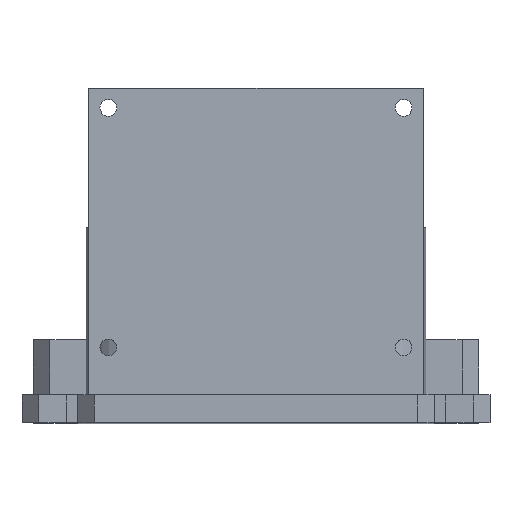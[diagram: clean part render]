
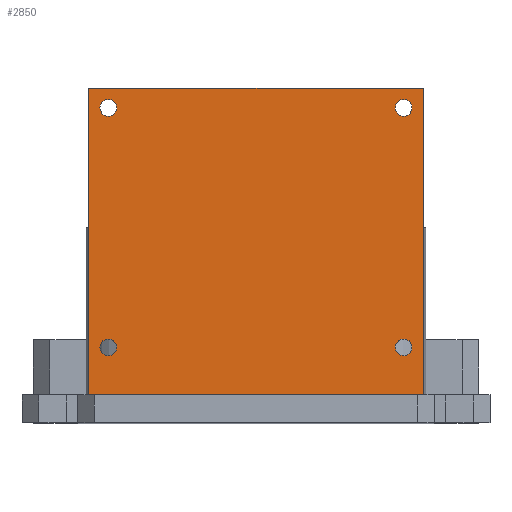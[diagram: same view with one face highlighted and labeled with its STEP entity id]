
A CAD part, top view. The second image highlights one B-rep face of the part: STEP entity #2850.
In plain terms, the highlighted planar face has unit normal (0, 0, 1).
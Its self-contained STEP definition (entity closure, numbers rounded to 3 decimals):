
#373=LINE('',#4809,#651);
#381=LINE('',#4841,#659);
#384=LINE('',#4847,#662);
#387=LINE('',#4852,#665);
#651=VECTOR('',#4004,10.);
#659=VECTOR('',#4038,10.);
#662=VECTOR('',#4043,10.);
#665=VECTOR('',#4048,10.);
#774=FACE_BOUND('',#1153,.T.);
#775=FACE_BOUND('',#1154,.T.);
#776=FACE_BOUND('',#1155,.T.);
#777=FACE_BOUND('',#1156,.T.);
#932=FACE_OUTER_BOUND('',#1152,.T.);
#1152=EDGE_LOOP('',(#2575,#2576,#2577,#2578));
#1153=EDGE_LOOP('',(#2579));
#1154=EDGE_LOOP('',(#2580));
#1155=EDGE_LOOP('',(#2581));
#1156=EDGE_LOOP('',(#2582));
#1234=CIRCLE('',#3237,1.5);
#1236=CIRCLE('',#3240,1.5);
#1238=CIRCLE('',#3243,1.5);
#1240=CIRCLE('',#3246,1.5);
#1469=VERTEX_POINT('',#4807);
#1470=VERTEX_POINT('',#4808);
#1474=VERTEX_POINT('',#4818);
#1476=VERTEX_POINT('',#4824);
#1478=VERTEX_POINT('',#4830);
#1480=VERTEX_POINT('',#4836);
#1481=VERTEX_POINT('',#4840);
#1483=VERTEX_POINT('',#4846);
#1827=EDGE_CURVE('',#1469,#1470,#373,.T.);
#1833=EDGE_CURVE('',#1474,#1474,#1234,.T.);
#1836=EDGE_CURVE('',#1476,#1476,#1236,.T.);
#1839=EDGE_CURVE('',#1478,#1478,#1238,.T.);
#1842=EDGE_CURVE('',#1480,#1480,#1240,.T.);
#1843=EDGE_CURVE('',#1481,#1470,#381,.T.);
#1846=EDGE_CURVE('',#1483,#1469,#384,.T.);
#1849=EDGE_CURVE('',#1481,#1483,#387,.T.);
#2575=ORIENTED_EDGE('',*,*,#1849,.F.);
#2576=ORIENTED_EDGE('',*,*,#1843,.T.);
#2577=ORIENTED_EDGE('',*,*,#1827,.F.);
#2578=ORIENTED_EDGE('',*,*,#1846,.F.);
#2579=ORIENTED_EDGE('',*,*,#1842,.F.);
#2580=ORIENTED_EDGE('',*,*,#1839,.F.);
#2581=ORIENTED_EDGE('',*,*,#1836,.F.);
#2582=ORIENTED_EDGE('',*,*,#1833,.F.);
#2695=PLANE('',#3251);
#2850=ADVANCED_FACE('',(#932,#774,#775,#776,#777),#2695,.F.);
#3237=AXIS2_PLACEMENT_3D('',#4820,#4013,#4014);
#3240=AXIS2_PLACEMENT_3D('',#4826,#4020,#4021);
#3243=AXIS2_PLACEMENT_3D('',#4832,#4027,#4028);
#3246=AXIS2_PLACEMENT_3D('',#4838,#4034,#4035);
#3251=AXIS2_PLACEMENT_3D('',#4855,#4052,#4053);
#4004=DIRECTION('',(-1.,0.,0.));
#4013=DIRECTION('center_axis',(0.,0.,1.));
#4014=DIRECTION('ref_axis',(1.,0.,0.));
#4020=DIRECTION('center_axis',(0.,0.,1.));
#4021=DIRECTION('ref_axis',(1.,0.,0.));
#4027=DIRECTION('center_axis',(0.,0.,1.));
#4028=DIRECTION('ref_axis',(1.,0.,0.));
#4034=DIRECTION('center_axis',(0.,0.,1.));
#4035=DIRECTION('ref_axis',(1.,0.,0.));
#4038=DIRECTION('',(0.,-1.,0.));
#4043=DIRECTION('',(0.,-1.,0.));
#4048=DIRECTION('',(1.,0.,0.));
#4052=DIRECTION('center_axis',(0.,0.,-1.));
#4053=DIRECTION('ref_axis',(1.,0.,0.));
#4807=CARTESIAN_POINT('',(30.,14.,43.));
#4808=CARTESIAN_POINT('',(-30.,14.,43.));
#4809=CARTESIAN_POINT('',(-30.,14.,43.));
#4818=CARTESIAN_POINT('',(25.,22.5,43.));
#4820=CARTESIAN_POINT('Origin',(26.5,22.5,43.));
#4824=CARTESIAN_POINT('',(-28.,65.5,43.));
#4826=CARTESIAN_POINT('Origin',(-26.5,65.5,43.));
#4830=CARTESIAN_POINT('',(25.,65.5,43.));
#4832=CARTESIAN_POINT('Origin',(26.5,65.5,43.));
#4836=CARTESIAN_POINT('',(-28.,22.5,43.));
#4838=CARTESIAN_POINT('Origin',(-26.5,22.5,43.));
#4840=CARTESIAN_POINT('',(-30.,69.,43.));
#4841=CARTESIAN_POINT('',(-30.,19.,43.));
#4846=CARTESIAN_POINT('',(30.,69.,43.));
#4847=CARTESIAN_POINT('',(30.,19.,43.));
#4852=CARTESIAN_POINT('',(30.,69.,43.));
#4855=CARTESIAN_POINT('Origin',(0.,44.,43.));
